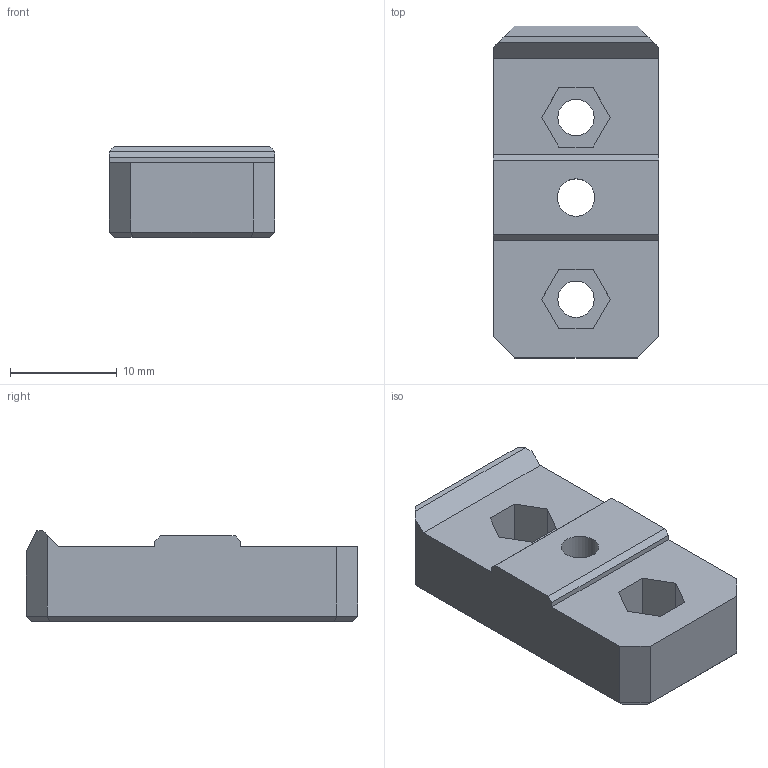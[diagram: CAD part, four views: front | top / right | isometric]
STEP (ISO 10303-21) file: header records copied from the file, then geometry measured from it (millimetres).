
FILE_DESCRIPTION(/* description */ (''),/* implementation_level */ '2;1');
FILE_NAME(/* name */ 'dock-cable-router_single_tool_adapter.stp',/* time_stamp */ '2023-12-19T11:10:59+01:00',/* author */ ('Dominik Tebich'),/* organization */ (''),/* preprocessor_version */ 'ST-DEVELOPER v19.2',/* originating_system */ 'Autodesk Inventor 2023',/* authorisation */ '');
FILE_SCHEMA (('AUTOMOTIVE_DESIGN { 1 0 10303 214 3 1 1 }'));
Length unit declared in the file: millimetre
Products named in the file (1): dock-cable-router_single_tool_adapter
Bounding box: 15.45 x 31.05 x 8.5 mm (x, y, z)
Volume: 3081.7 mm3; surface area: 1861.3 mm2
Topology: 1 solids, 1 shells, 49 faces, 124 edges, 80 vertices
Faces by surface type: plane 46, cylinder 3
Full cylindrical faces by diameter (mm): 3.4 x2, 3.5 x1
Entity records: 1495 total; most frequent: CARTESIAN_POINT 254, ORIENTED_EDGE 248, DIRECTION 230, EDGE_CURVE 124, LINE 118, VECTOR 118, VERTEX_POINT 80, EDGE_LOOP 58
